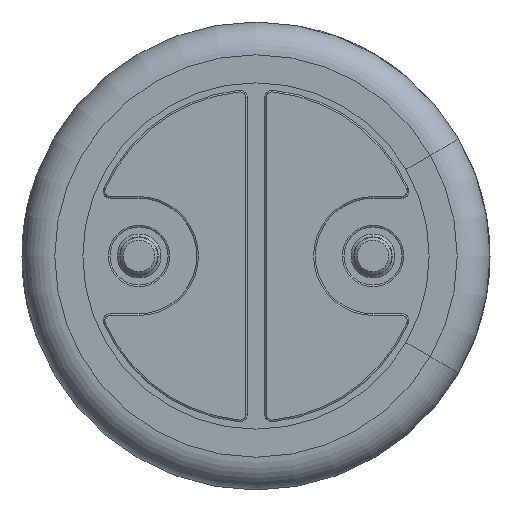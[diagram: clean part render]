
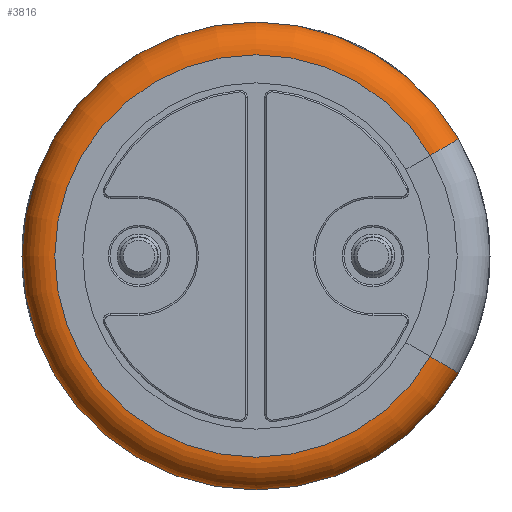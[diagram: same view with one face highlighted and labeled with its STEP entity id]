
A CAD part, front view. The second image highlights one B-rep face of the part: STEP entity #3816.
In plain terms, the highlighted toroidal (fillet/blend) face has major radius 2.15 mm and minor radius 0.35 mm.
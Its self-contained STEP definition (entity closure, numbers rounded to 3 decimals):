
#288=CIRCLE('',#4188,0.35);
#290=CIRCLE('',#4190,0.35);
#292=CIRCLE('',#4194,2.15);
#295=CIRCLE('',#4198,2.5);
#335=TOROIDAL_SURFACE('',#4197,2.15,0.35);
#483=FACE_OUTER_BOUND('',#671,.T.);
#671=EDGE_LOOP('',(#3373,#3374,#3375,#3376));
#1668=VERTEX_POINT('',#7798);
#1669=VERTEX_POINT('',#7800);
#1675=VERTEX_POINT('',#7846);
#1676=VERTEX_POINT('',#7848);
#2250=EDGE_CURVE('',#1668,#1675,#288,.T.);
#2252=EDGE_CURVE('',#1669,#1676,#290,.T.);
#2256=EDGE_CURVE('',#1675,#1676,#292,.T.);
#2259=EDGE_CURVE('',#1668,#1669,#295,.T.);
#3373=ORIENTED_EDGE('',*,*,#2250,.F.);
#3374=ORIENTED_EDGE('',*,*,#2259,.T.);
#3375=ORIENTED_EDGE('',*,*,#2252,.T.);
#3376=ORIENTED_EDGE('',*,*,#2256,.F.);
#3816=ADVANCED_FACE('',(#483),#335,.T.);
#4188=AXIS2_PLACEMENT_3D('',#7847,#5054,#5055);
#4190=AXIS2_PLACEMENT_3D('',#7850,#5058,#5059);
#4194=AXIS2_PLACEMENT_3D('',#7858,#5068,#5069);
#4197=AXIS2_PLACEMENT_3D('',#7862,#5074,#5075);
#4198=AXIS2_PLACEMENT_3D('',#7863,#5076,#5077);
#5054=DIRECTION('center_axis',(0.5,0.,-0.866));
#5055=DIRECTION('ref_axis',(0.,1.,0.));
#5058=DIRECTION('center_axis',(-0.5,0.,-0.866));
#5059=DIRECTION('ref_axis',(0.866,0.,-0.5));
#5068=DIRECTION('center_axis',(0.,-1.,0.));
#5069=DIRECTION('ref_axis',(1.,0.,0.));
#5074=DIRECTION('center_axis',(0.,-1.,0.));
#5075=DIRECTION('ref_axis',(-1.,0.,0.));
#5076=DIRECTION('center_axis',(0.,-1.,0.));
#5077=DIRECTION('ref_axis',(1.,0.,0.));
#7798=CARTESIAN_POINT('',(2.165,0.35,1.25));
#7800=CARTESIAN_POINT('',(2.165,0.35,-1.25));
#7846=CARTESIAN_POINT('',(1.862,0.,1.075));
#7847=CARTESIAN_POINT('Origin',(1.862,0.35,1.075));
#7848=CARTESIAN_POINT('',(1.862,0.,-1.075));
#7850=CARTESIAN_POINT('Origin',(1.862,0.35,-1.075));
#7858=CARTESIAN_POINT('Origin',(0.,0.,0.));
#7862=CARTESIAN_POINT('Origin',(0.,0.35,0.));
#7863=CARTESIAN_POINT('Origin',(0.,0.35,0.));
